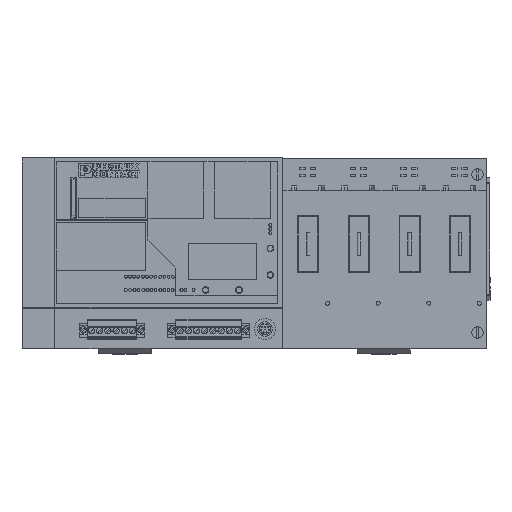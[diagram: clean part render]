
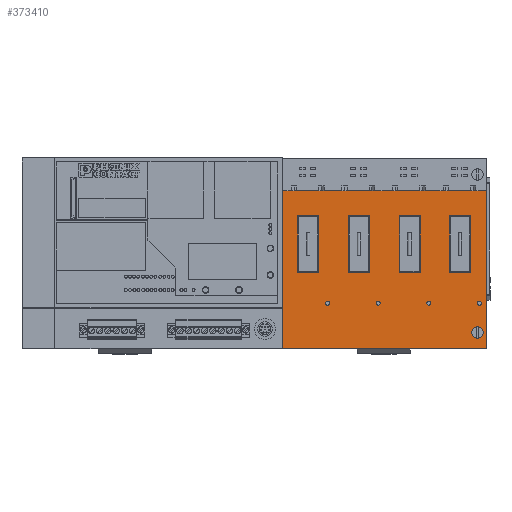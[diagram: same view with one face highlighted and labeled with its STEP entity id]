
A CAD part, top view. The second image highlights one B-rep face of the part: STEP entity #373410.
In plain terms, the highlighted face is planar.
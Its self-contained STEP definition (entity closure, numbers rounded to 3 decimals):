
#370910=CARTESIAN_POINT('',(-29.659,39.2,63.928));
#370920=DIRECTION('',(0.,1.,-0.));
#370930=DIRECTION('',(-1.,0.,0.));
#370940=AXIS2_PLACEMENT_3D('',#370910,#370920,#370930);
#370950=PLANE('',#370940);
#370960=CARTESIAN_POINT('',(-34.4,39.2,54.25));
#370970=DIRECTION('',(0.,1.,0.));
#370980=DIRECTION('',(-1.,0.,0.));
#370990=AXIS2_PLACEMENT_3D('',#370960,#370970,#370980);
#371000=CIRCLE('',#370990,1.23);
#371010=CARTESIAN_POINT('',(-35.63,39.2,54.25));
#371020=VERTEX_POINT('',#371010);
#371030=CARTESIAN_POINT('',(-33.17,39.2,54.25));
#371040=VERTEX_POINT('',#371030);
#371050=EDGE_CURVE('',#371020,#371040,#371000,.T.);
#371060=ORIENTED_EDGE('',*,*,#371050,.F.);
#371070=EDGE_CURVE('',#371040,#371020,#371000,.T.);
#371080=ORIENTED_EDGE('',*,*,#371070,.F.);
#371090=EDGE_LOOP('',(#371080,#371060));
#371100=FACE_BOUND('',#371090,.T.);
#371110=CARTESIAN_POINT('',(-34.4,39.2,147.85));
#371120=DIRECTION('',(0.,1.,0.));
#371130=DIRECTION('',(-1.,0.,0.));
#371140=AXIS2_PLACEMENT_3D('',#371110,#371120,#371130);
#371150=CIRCLE('',#371140,1.23);
#371160=CARTESIAN_POINT('',(-35.63,39.2,147.85));
#371170=VERTEX_POINT('',#371160);
#371180=CARTESIAN_POINT('',(-33.17,39.2,147.85));
#371190=VERTEX_POINT('',#371180);
#371200=EDGE_CURVE('',#371170,#371190,#371150,.T.);
#371210=ORIENTED_EDGE('',*,*,#371200,.F.);
#371220=EDGE_CURVE('',#371190,#371170,#371150,.T.);
#371230=ORIENTED_EDGE('',*,*,#371220,.F.);
#371240=EDGE_LOOP('',(#371230,#371210));
#371250=FACE_BOUND('',#371240,.T.);
#371260=CARTESIAN_POINT('',(0.,39.2,129.45))
;
#371270=DIRECTION('',(-1.,0.,0.));
#371280=VECTOR('',#371270,1.);
#371290=LINE('',#371260,#371280);
#371300=CARTESIAN_POINT('',(19.5,39.2,129.45));
#371310=VERTEX_POINT('',#371300);
#371320=CARTESIAN_POINT('',(-15.5,39.2,129.45));
#371330=VERTEX_POINT('',#371320);
#371340=EDGE_CURVE('',#371310,#371330,#371290,.T.);
#371350=ORIENTED_EDGE('',*,*,#371340,.F.);
#371360=CARTESIAN_POINT('',(-15.5,39.2,-127.425));
#371370=DIRECTION('',(0.,0.,1.));
#371380=VECTOR('',#371370,1.);
#371390=LINE('',#371360,#371380);
#371400=CARTESIAN_POINT('',(-15.5,39.2,142.45));
#371410=VERTEX_POINT('',#371400);
#371420=EDGE_CURVE('',#371330,#371410,#371390,.T.);
#371430=ORIENTED_EDGE('',*,*,#371420,.F.);
#371440=CARTESIAN_POINT('',(0.,39.2,142.45))
;
#371450=DIRECTION('',(1.,0.,0.));
#371460=VECTOR('',#371450,1.);
#371470=LINE('',#371440,#371460);
#371480=CARTESIAN_POINT('',(19.5,39.2,142.45));
#371490=VERTEX_POINT('',#371480);
#371500=EDGE_CURVE('',#371410,#371490,#371470,.T.);
#371510=ORIENTED_EDGE('',*,*,#371500,.F.);
#371520=CARTESIAN_POINT('',(19.5,39.2,-127.425));
#371530=DIRECTION('',(0.,0.,-1.));
#371540=VECTOR('',#371530,1.);
#371550=LINE('',#371520,#371540);
#371560=EDGE_CURVE('',#371490,#371310,#371550,.T.);
#371570=ORIENTED_EDGE('',*,*,#371560,.F.);
#371580=EDGE_LOOP('',(#371570,#371510,#371430,#371350));
#371590=FACE_BOUND('',#371580,.T.);
#371600=CARTESIAN_POINT('',(0.,39.2,98.25))
;
#371610=DIRECTION('',(-1.,0.,0.));
#371620=VECTOR('',#371610,1.);
#371630=LINE('',#371600,#371620);
#371640=CARTESIAN_POINT('',(19.5,39.2,98.25));
#371650=VERTEX_POINT('',#371640);
#371660=CARTESIAN_POINT('',(-15.5,39.2,98.25));
#371670=VERTEX_POINT('',#371660);
#371680=EDGE_CURVE('',#371650,#371670,#371630,.T.);
#371690=ORIENTED_EDGE('',*,*,#371680,.F.);
#371700=CARTESIAN_POINT('',(-15.5,39.2,-127.425));
#371710=DIRECTION('',(0.,0.,1.));
#371720=VECTOR('',#371710,1.);
#371730=LINE('',#371700,#371720);
#371740=CARTESIAN_POINT('',(-15.5,39.2,111.25));
#371750=VERTEX_POINT('',#371740);
#371760=EDGE_CURVE('',#371670,#371750,#371730,.T.);
#371770=ORIENTED_EDGE('',*,*,#371760,.F.);
#371780=CARTESIAN_POINT('',(0.,39.2,111.25))
;
#371790=DIRECTION('',(1.,0.,0.));
#371800=VECTOR('',#371790,1.);
#371810=LINE('',#371780,#371800);
#371820=CARTESIAN_POINT('',(19.5,39.2,111.25));
#371830=VERTEX_POINT('',#371820);
#371840=EDGE_CURVE('',#371750,#371830,#371810,.T.);
#371850=ORIENTED_EDGE('',*,*,#371840,.F.);
#371860=CARTESIAN_POINT('',(19.5,39.2,-127.425));
#371870=DIRECTION('',(0.,0.,-1.));
#371880=VECTOR('',#371870,1.);
#371890=LINE('',#371860,#371880);
#371900=EDGE_CURVE('',#371830,#371650,#371890,.T.);
#371910=ORIENTED_EDGE('',*,*,#371900,.F.);
#371920=EDGE_LOOP('',(#371910,#371850,#371770,#371690));
#371930=FACE_BOUND('',#371920,.T.);
#371940=CARTESIAN_POINT('',(-15.5,39.2,-127.425));
#371950=DIRECTION('',(0.,0.,1.));
#371960=VECTOR('',#371950,1.);
#371970=LINE('',#371940,#371960);
#371980=CARTESIAN_POINT('',(-15.5,39.2,67.05));
#371990=VERTEX_POINT('',#371980);
#372000=CARTESIAN_POINT('',(-15.5,39.2,80.05));
#372010=VERTEX_POINT('',#372000);
#372020=EDGE_CURVE('',#371990,#372010,#371970,.T.);
#372030=ORIENTED_EDGE('',*,*,#372020,.F.);
#372040=CARTESIAN_POINT('',(0.,39.2,80.05))
;
#372050=DIRECTION('',(1.,0.,0.));
#372060=VECTOR('',#372050,1.);
#372070=LINE('',#372040,#372060);
#372080=CARTESIAN_POINT('',(19.5,39.2,80.05));
#372090=VERTEX_POINT('',#372080);
#372100=EDGE_CURVE('',#372010,#372090,#372070,.T.);
#372110=ORIENTED_EDGE('',*,*,#372100,.F.);
#372120=CARTESIAN_POINT('',(19.5,39.2,-127.425));
#372130=DIRECTION('',(0.,0.,-1.));
#372140=VECTOR('',#372130,1.);
#372150=LINE('',#372120,#372140);
#372160=CARTESIAN_POINT('',(19.5,39.2,67.05));
#372170=VERTEX_POINT('',#372160);
#372180=EDGE_CURVE('',#372090,#372170,#372150,.T.);
#372190=ORIENTED_EDGE('',*,*,#372180,.F.);
#372200=CARTESIAN_POINT('',(0.,39.2,67.05))
;
#372210=DIRECTION('',(-1.,0.,0.));
#372220=VECTOR('',#372210,1.);
#372230=LINE('',#372200,#372220);
#372240=EDGE_CURVE('',#372170,#371990,#372230,.T.);
#372250=ORIENTED_EDGE('',*,*,#372240,.F.);
#372260=EDGE_LOOP('',(#372250,#372190,#372110,#372030));
#372270=FACE_BOUND('',#372260,.T.);
#372280=CARTESIAN_POINT('',(19.5,39.2,-127.425));
#372290=DIRECTION('',(0.,0.,-1.));
#372300=VECTOR('',#372290,1.);
#372310=LINE('',#372280,#372300);
#372320=CARTESIAN_POINT('',(19.5,39.2,48.85));
#372330=VERTEX_POINT('',#372320);
#372340=CARTESIAN_POINT('',(19.5,39.2,35.85));
#372350=VERTEX_POINT('',#372340);
#372360=EDGE_CURVE('',#372330,#372350,#372310,.T.);
#372370=ORIENTED_EDGE('',*,*,#372360,.F.);
#372380=CARTESIAN_POINT('',(0.,39.2,35.85))
;
#372390=DIRECTION('',(-1.,0.,0.));
#372400=VECTOR('',#372390,1.);
#372410=LINE('',#372380,#372400);
#372420=CARTESIAN_POINT('',(-15.5,39.2,35.85));
#372430=VERTEX_POINT('',#372420);
#372440=EDGE_CURVE('',#372350,#372430,#372410,.T.);
#372450=ORIENTED_EDGE('',*,*,#372440,.F.);
#372460=CARTESIAN_POINT('',(-15.5,39.2,-127.425));
#372470=DIRECTION('',(0.,0.,1.));
#372480=VECTOR('',#372470,1.);
#372490=LINE('',#372460,#372480);
#372500=CARTESIAN_POINT('',(-15.5,39.2,48.85));
#372510=VERTEX_POINT('',#372500);
#372520=EDGE_CURVE('',#372430,#372510,#372490,.T.);
#372530=ORIENTED_EDGE('',*,*,#372520,.F.);
#372540=CARTESIAN_POINT('',(0.,39.2,48.85))
;
#372550=DIRECTION('',(1.,0.,0.));
#372560=VECTOR('',#372550,1.);
#372570=LINE('',#372540,#372560);
#372580=EDGE_CURVE('',#372510,#372330,#372570,.T.);
#372590=ORIENTED_EDGE('',*,*,#372580,.F.);
#372600=EDGE_LOOP('',(#372590,#372530,#372450,#372370));
#372610=FACE_BOUND('',#372600,.T.);
#372620=CARTESIAN_POINT('',(-52.45,39.2,146.65));
#372630=DIRECTION('',(0.,1.,0.));
#372640=DIRECTION('',(1.,0.,0.));
#372650=AXIS2_PLACEMENT_3D('',#372620,#372630,#372640);
#372660=CIRCLE('',#372650,1.9);
#372670=CARTESIAN_POINT('',(-50.55,39.2,146.65));
#372680=VERTEX_POINT('',#372670);
#372690=CARTESIAN_POINT('',(-54.35,39.2,146.65));
#372700=VERTEX_POINT('',#372690);
#372710=EDGE_CURVE('',#372680,#372700,#372660,.T.);
#372720=ORIENTED_EDGE('',*,*,#372710,.F.);
#372730=EDGE_CURVE('',#372700,#372680,#372660,.T.);
#372740=ORIENTED_EDGE('',*,*,#372730,.F.);
#372750=EDGE_LOOP('',(#372740,#372720));
#372760=FACE_BOUND('',#372750,.T.);
#372770=CARTESIAN_POINT('',(-34.4,39.2,85.45));
#372780=DIRECTION('',(0.,1.,0.));
#372790=DIRECTION('',(-1.,0.,0.));
#372800=AXIS2_PLACEMENT_3D('',#372770,#372780,#372790);
#372810=CIRCLE('',#372800,1.23);
#372820=CARTESIAN_POINT('',(-35.63,39.2,85.45));
#372830=VERTEX_POINT('',#372820);
#372840=CARTESIAN_POINT('',(-33.17,39.2,85.45));
#372850=VERTEX_POINT('',#372840);
#372860=EDGE_CURVE('',#372830,#372850,#372810,.T.);
#372870=ORIENTED_EDGE('',*,*,#372860,.F.);
#372880=EDGE_CURVE('',#372850,#372830,#372810,.T.);
#372890=ORIENTED_EDGE('',*,*,#372880,.F.);
#372900=EDGE_LOOP('',(#372890,#372870));
#372910=FACE_BOUND('',#372900,.T.);
#372920=CARTESIAN_POINT('',(-34.4,39.2,116.65));
#372930=DIRECTION('',(0.,1.,0.));
#372940=DIRECTION('',(-1.,0.,0.));
#372950=AXIS2_PLACEMENT_3D('',#372920,#372930,#372940);
#372960=CIRCLE('',#372950,1.23);
#372970=CARTESIAN_POINT('',(-35.63,39.2,116.65));
#372980=VERTEX_POINT('',#372970);
#372990=CARTESIAN_POINT('',(-33.17,39.2,116.65));
#373000=VERTEX_POINT('',#372990);
#373010=EDGE_CURVE('',#372980,#373000,#372960,.T.);
#373020=ORIENTED_EDGE('',*,*,#373010,.F.);
#373030=EDGE_CURVE('',#373000,#372980,#372960,.T.);
#373040=ORIENTED_EDGE('',*,*,#373030,.F.);
#373050=EDGE_LOOP('',(#373040,#373020));
#373060=FACE_BOUND('',#373050,.T.);
#373070=CARTESIAN_POINT('',(0.,39.2,152.35));
#373080=DIRECTION('',(1.,0.,0.));
#373090=VECTOR('',#373080,1.);
#373100=LINE('',#373070,#373090);
#373110=CARTESIAN_POINT('',(-62.6,39.2,152.35));
#373120=VERTEX_POINT('',#373110);
#373130=CARTESIAN_POINT('',(34.9,39.2,152.35));
#373140=VERTEX_POINT('',#373130);
#373150=EDGE_CURVE('',#373120,#373140,#373100,.T.);
#373160=ORIENTED_EDGE('',*,*,#373150,.T.);
#373170=CARTESIAN_POINT('',(-62.6,39.2,0.));
#373180=DIRECTION('',(0.,0.,1.));
#373190=VECTOR('',#373180,1.);
#373200=LINE('',#373170,#373190);
#373210=CARTESIAN_POINT('',(-62.6,39.2,26.35));
#373220=VERTEX_POINT('',#373210);
#373230=EDGE_CURVE('',#373220,#373120,#373200,.T.);
#373240=ORIENTED_EDGE('',*,*,#373230,.T.);
#373250=CARTESIAN_POINT('',(0.,39.2,26.35));
#373260=DIRECTION('',(-1.,0.,0.));
#373270=VECTOR('',#373260,1.);
#373280=LINE('',#373250,#373270);
#373290=CARTESIAN_POINT('',(34.9,39.2,26.35));
#373300=VERTEX_POINT('',#373290);
#373310=EDGE_CURVE('',#373300,#373220,#373280,.T.);
#373320=ORIENTED_EDGE('',*,*,#373310,.T.);
#373330=CARTESIAN_POINT('',(34.9,39.2,0.));
#373340=DIRECTION('',(0.,0.,1.));
#373350=VECTOR('',#373340,1.);
#373360=LINE('',#373330,#373350);
#373370=EDGE_CURVE('',#373300,#373140,#373360,.T.);
#373380=ORIENTED_EDGE('',*,*,#373370,.F.);
#373390=EDGE_LOOP('',(#373380,#373320,#373240,#373160));
#373400=FACE_OUTER_BOUND('',#373390,.T.);
#373410=ADVANCED_FACE('',(#371100,#371250,#371590,#371930,#372270,
#372610,#372760,#372910,#373060,#373400),#370950,.T.);
